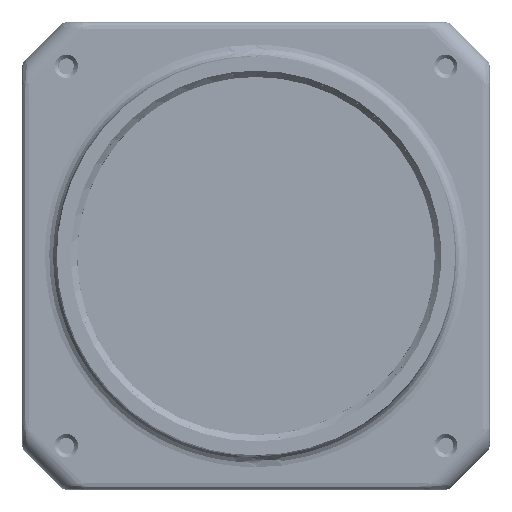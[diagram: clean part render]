
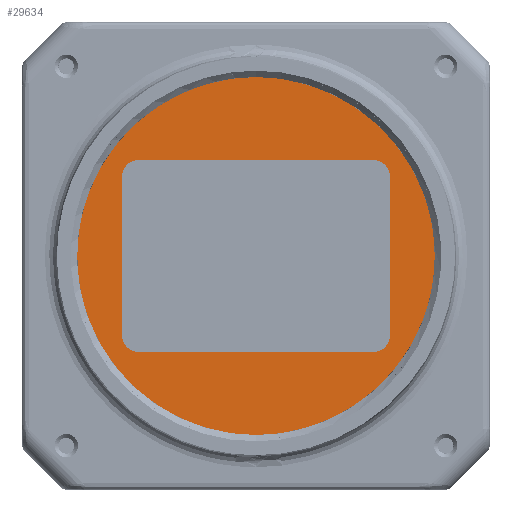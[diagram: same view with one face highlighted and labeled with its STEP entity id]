
A CAD part, front view. The second image highlights one B-rep face of the part: STEP entity #29634.
In plain terms, the highlighted planar face has unit normal (0, -1, 0).
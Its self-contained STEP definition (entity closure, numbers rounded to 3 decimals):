
#1487 = CARTESIAN_POINT ( 'NONE',  ( -21.2, -31.45, -11.96 ) ) ;
#2223 = CARTESIAN_POINT ( 'NONE',  ( -28.3, -31.45, -24.46 ) ) ;
#5859 = B_SPLINE_CURVE_WITH_KNOTS ( 'NONE', 1,
 ( #102274, #62889 ),
 .UNSPECIFIED., .F., .F.,
 ( 2, 2 ),
 ( 0., 1. ),
 .UNSPECIFIED. ) ;
#6856 = VERTEX_POINT ( 'NONE', #138155 ) ;
#13156 =( BOUNDED_CURVE ( )  B_SPLINE_CURVE ( 2, ( #102381, #23696, #138393 ),
 .UNSPECIFIED., .F., .F. ) 
 B_SPLINE_CURVE_WITH_KNOTS ( ( 3, 3 ),
 ( 0., 1.571 ),
 .UNSPECIFIED. ) 
 CURVE ( )  GEOMETRIC_REPRESENTATION_ITEM ( )  RATIONAL_B_SPLINE_CURVE ( ( 1., 0.707, 1. ) ) 
 REPRESENTATION_ITEM ( '' )  );
#13446 = EDGE_LOOP ( 'NONE', ( #80878, #49601 ) ) ;
#14089 = CARTESIAN_POINT ( 'NONE',  ( 21.2, -31.45, -11.96 ) ) ;
#16615 = VERTEX_POINT ( 'NONE', #108904 ) ;
#17272 = CARTESIAN_POINT ( 'NONE',  ( 0., -31.45, 3.84 ) ) ;
#18467 = CARTESIAN_POINT ( 'NONE',  ( 0., -31.45, 3.84 ) ) ;
#18874 = CARTESIAN_POINT ( 'NONE',  ( 29.432, -31.45, -53.892 ) ) ;
#20494 =( BOUNDED_CURVE ( )  B_SPLINE_CURVE ( 2, ( #159266, #128559, #141148, #146715, #153718 ),
 .UNSPECIFIED., .F., .F. ) 
 B_SPLINE_CURVE_WITH_KNOTS ( ( 3, 2, 3 ),
 ( 0., 1.571, 3.142 ),
 .UNSPECIFIED. ) 
 CURVE ( )  GEOMETRIC_REPRESENTATION_ITEM ( )  RATIONAL_B_SPLINE_CURVE ( ( 1., 0.707, 1., 0.707, 1. ) ) 
 REPRESENTATION_ITEM ( '' )  );
#23377 = CARTESIAN_POINT ( 'NONE',  ( -21.2, -31.45, -11.96 ) ) ;
#23696 = CARTESIAN_POINT ( 'NONE',  ( 21.2, -31.45, -39.66 ) ) ;
#26911 = CARTESIAN_POINT ( 'NONE',  ( 21.2, -31.45, -11.96 ) ) ;
#29351 = ORIENTED_EDGE ( 'NONE', *, *, #51739, .F. ) ;
#29634 = ADVANCED_FACE ( 'NONE', ( #69898, #51834 ), #156242, .T. ) ;
#30226 = VERTEX_POINT ( 'NONE', #18467 ) ;
#31831 = CARTESIAN_POINT ( 'NONE',  ( -18.5, -31.45, -9.26 ) ) ;
#36169 =( BOUNDED_CURVE ( )  B_SPLINE_CURVE ( 2, ( #17272, #40763, #2223, #54937, #107652 ),
 .UNSPECIFIED., .F., .F. ) 
 B_SPLINE_CURVE_WITH_KNOTS ( ( 3, 2, 3 ),
 ( 0., 1.571, 3.142 ),
 .UNSPECIFIED. ) 
 CURVE ( )  GEOMETRIC_REPRESENTATION_ITEM ( )  RATIONAL_B_SPLINE_CURVE ( ( 1., 0.707, 1., 0.707, 1. ) ) 
 REPRESENTATION_ITEM ( '' )  );
#36998 = VERTEX_POINT ( 'NONE', #117846 ) ;
#40763 = CARTESIAN_POINT ( 'NONE',  ( -28.3, -31.45, 3.84 ) ) ;
#46575 = ORIENTED_EDGE ( 'NONE', *, *, #96301, .F. ) ;
#49225 = ORIENTED_EDGE ( 'NONE', *, *, #131685, .F. ) ;
#49601 = ORIENTED_EDGE ( 'NONE', *, *, #134945, .T. ) ;
#51739 = EDGE_CURVE ( 'NONE', #16615, #124648, #161924, .T. ) ;
#51834 = FACE_BOUND ( 'NONE', #149896, .T. ) ;
#52851 = VERTEX_POINT ( 'NONE', #147682 ) ;
#54937 = CARTESIAN_POINT ( 'NONE',  ( -28.3, -31.45, -52.76 ) ) ;
#56525 = DIRECTION ( 'NONE',  ( 0., -1., 0. ) ) ;
#61867 = ORIENTED_EDGE ( 'NONE', *, *, #69192, .F. ) ;
#62557 = VERTEX_POINT ( 'NONE', #74805 ) ;
#62889 = CARTESIAN_POINT ( 'NONE',  ( -21.2, -31.45, -36.96 ) ) ;
#64244 =( BOUNDED_CURVE ( )  B_SPLINE_CURVE ( 2, ( #116523, #66273, #128241 ),
 .UNSPECIFIED., .F., .F. ) 
 B_SPLINE_CURVE_WITH_KNOTS ( ( 3, 3 ),
 ( 0., 1.571 ),
 .UNSPECIFIED. ) 
 CURVE ( )  GEOMETRIC_REPRESENTATION_ITEM ( )  RATIONAL_B_SPLINE_CURVE ( ( 1., 0.707, 1. ) ) 
 REPRESENTATION_ITEM ( '' )  );
#66273 = CARTESIAN_POINT ( 'NONE',  ( -21.2, -31.45, -39.66 ) ) ;
#69192 = EDGE_CURVE ( 'NONE', #36998, #100290, #64244, .T. ) ;
#69898 = FACE_OUTER_BOUND ( 'NONE', #13446, .T. ) ;
#74805 = CARTESIAN_POINT ( 'NONE',  ( 18.5, -31.45, -39.66 ) ) ;
#80878 = ORIENTED_EDGE ( 'NONE', *, *, #138871, .T. ) ;
#80962 = CARTESIAN_POINT ( 'NONE',  ( -21.2, -31.45, -9.26 ) ) ;
#82704 = B_SPLINE_CURVE_WITH_KNOTS ( 'NONE', 1,
 ( #108824, #31831 ),
 .UNSPECIFIED., .F., .F.,
 ( 2, 2 ),
 ( 0., 1. ),
 .UNSPECIFIED. ) ;
#89356 = EDGE_CURVE ( 'NONE', #162620, #36998, #5859, .T. ) ;
#94078 = CARTESIAN_POINT ( 'NONE',  ( 18.5, -31.45, -39.66 ) ) ;
#96301 = EDGE_CURVE ( 'NONE', #100290, #62557, #139260, .T. ) ;
#96880 = ORIENTED_EDGE ( 'NONE', *, *, #89356, .F. ) ;
#100290 = VERTEX_POINT ( 'NONE', #148489 ) ;
#100606 = CARTESIAN_POINT ( 'NONE',  ( 21.2, -31.45, -36.96 ) ) ;
#102274 = CARTESIAN_POINT ( 'NONE',  ( -21.2, -31.45, -11.96 ) ) ;
#102381 = CARTESIAN_POINT ( 'NONE',  ( 18.5, -31.45, -39.66 ) ) ;
#103679 = ORIENTED_EDGE ( 'NONE', *, *, #142505, .F. ) ;
#105290 = CARTESIAN_POINT ( 'NONE',  ( -18.5, -31.45, -9.26 ) ) ;
#106892 = ORIENTED_EDGE ( 'NONE', *, *, #123638, .F. ) ;
#107652 = CARTESIAN_POINT ( 'NONE',  ( 0., -31.45, -52.76 ) ) ;
#108824 = CARTESIAN_POINT ( 'NONE',  ( 18.5, -31.45, -9.26 ) ) ;
#108904 = CARTESIAN_POINT ( 'NONE',  ( 21.2, -31.45, -36.96 ) ) ;
#116523 = CARTESIAN_POINT ( 'NONE',  ( -21.2, -31.45, -36.96 ) ) ;
#117846 = CARTESIAN_POINT ( 'NONE',  ( -21.2, -31.45, -36.96 ) ) ;
#121883 = CARTESIAN_POINT ( 'NONE',  ( 18.5, -31.45, -9.26 ) ) ;
#122048 = ORIENTED_EDGE ( 'NONE', *, *, #149399, .F. ) ;
#123638 = EDGE_CURVE ( 'NONE', #52851, #162620, #150823, .T. ) ;
#124648 = VERTEX_POINT ( 'NONE', #14089 ) ;
#128241 = CARTESIAN_POINT ( 'NONE',  ( -18.5, -31.45, -39.66 ) ) ;
#128354 = CARTESIAN_POINT ( 'NONE',  ( 18.5, -31.45, -9.26 ) ) ;
#128559 = CARTESIAN_POINT ( 'NONE',  ( 28.3, -31.45, -52.76 ) ) ;
#131685 = EDGE_CURVE ( 'NONE', #156647, #52851, #82704, .T. ) ;
#132594 = CARTESIAN_POINT ( 'NONE',  ( -18.5, -31.45, -39.66 ) ) ;
#132813 = CARTESIAN_POINT ( 'NONE',  ( 21.2, -31.45, -9.26 ) ) ;
#133581 = DIRECTION ( 'NONE',  ( 0., 0., -1. ) ) ;
#134945 = EDGE_CURVE ( 'NONE', #30226, #6856, #36169, .T. ) ;
#138155 = CARTESIAN_POINT ( 'NONE',  ( 0., -31.45, -52.76 ) ) ;
#138393 = CARTESIAN_POINT ( 'NONE',  ( 21.2, -31.45, -36.96 ) ) ;
#138871 = EDGE_CURVE ( 'NONE', #6856, #30226, #20494, .T. ) ;
#139260 = B_SPLINE_CURVE_WITH_KNOTS ( 'NONE', 1,
 ( #132594, #94078 ),
 .UNSPECIFIED., .F., .F.,
 ( 2, 2 ),
 ( 0., 1. ),
 .UNSPECIFIED. ) ;
#141148 = CARTESIAN_POINT ( 'NONE',  ( 28.3, -31.45, -24.46 ) ) ;
#142505 = EDGE_CURVE ( 'NONE', #62557, #16615, #13156, .T. ) ;
#146283 = AXIS2_PLACEMENT_3D ( 'NONE', #18874, #56525, #133581 ) ;
#146715 = CARTESIAN_POINT ( 'NONE',  ( 28.3, -31.45, 3.84 ) ) ;
#147682 = CARTESIAN_POINT ( 'NONE',  ( -18.5, -31.45, -9.26 ) ) ;
#148489 = CARTESIAN_POINT ( 'NONE',  ( -18.5, -31.45, -39.66 ) ) ;
#149399 = EDGE_CURVE ( 'NONE', #124648, #156647, #151497, .T. ) ;
#149896 = EDGE_LOOP ( 'NONE', ( #122048, #29351, #103679, #46575, #61867, #96880, #106892, #49225 ) ) ;
#150823 =( BOUNDED_CURVE ( )  B_SPLINE_CURVE ( 2, ( #105290, #80962, #1487 ),
 .UNSPECIFIED., .F., .F. ) 
 B_SPLINE_CURVE_WITH_KNOTS ( ( 3, 3 ),
 ( 0., 1.571 ),
 .UNSPECIFIED. ) 
 CURVE ( )  GEOMETRIC_REPRESENTATION_ITEM ( )  RATIONAL_B_SPLINE_CURVE ( ( 1., 0.707, 1. ) ) 
 REPRESENTATION_ITEM ( '' )  );
#151497 =( BOUNDED_CURVE ( )  B_SPLINE_CURVE ( 2, ( #157960, #132813, #121883 ),
 .UNSPECIFIED., .F., .F. ) 
 B_SPLINE_CURVE_WITH_KNOTS ( ( 3, 3 ),
 ( 0., 1.571 ),
 .UNSPECIFIED. ) 
 CURVE ( )  GEOMETRIC_REPRESENTATION_ITEM ( )  RATIONAL_B_SPLINE_CURVE ( ( 1., 0.707, 1. ) ) 
 REPRESENTATION_ITEM ( '' )  );
#153718 = CARTESIAN_POINT ( 'NONE',  ( 0., -31.45, 3.84 ) ) ;
#156242 = PLANE ( 'NONE',  #146283 ) ;
#156647 = VERTEX_POINT ( 'NONE', #128354 ) ;
#157960 = CARTESIAN_POINT ( 'NONE',  ( 21.2, -31.45, -11.96 ) ) ;
#159266 = CARTESIAN_POINT ( 'NONE',  ( 0., -31.45, -52.76 ) ) ;
#161924 = B_SPLINE_CURVE_WITH_KNOTS ( 'NONE', 1,
 ( #100606, #26911 ),
 .UNSPECIFIED., .F., .F.,
 ( 2, 2 ),
 ( 0., 1. ),
 .UNSPECIFIED. ) ;
#162620 = VERTEX_POINT ( 'NONE', #23377 ) ;
